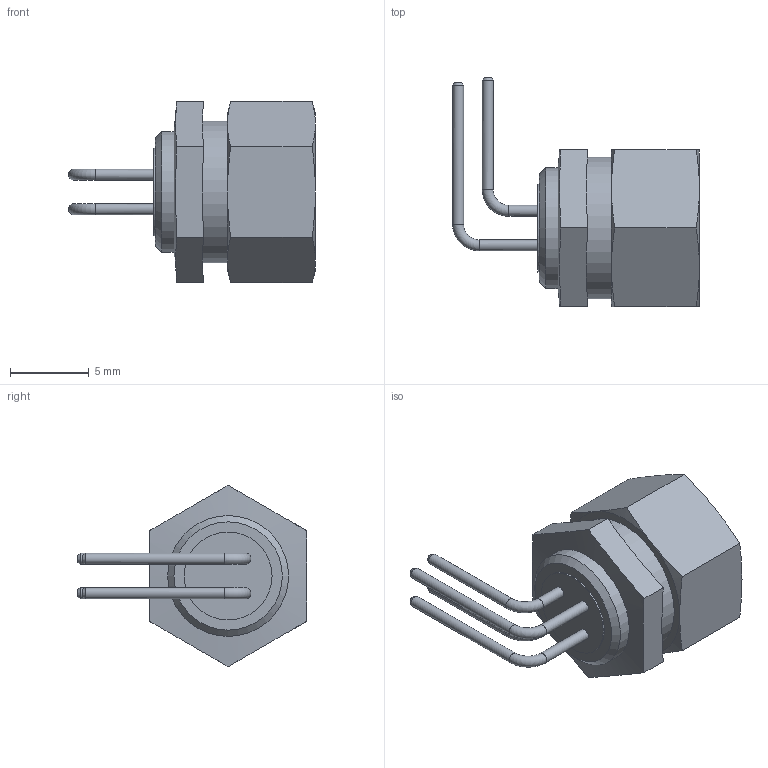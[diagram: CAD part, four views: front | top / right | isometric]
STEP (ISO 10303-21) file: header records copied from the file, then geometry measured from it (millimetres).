
FILE_DESCRIPTION(/* description */ (''),/* implementation_level */ '2;1');
FILE_NAME(/* name */ '09 0082 32 04 001_01.stp',/* time_stamp */ '2013-09-30T10:39:57+02:00',/* author */ (''),/* organization */ (''),/* preprocessor_version */ 'ST-DEVELOPER v14',/* originating_system */ 'SIEMENS PLM Software NX 8.0',/* authorisation */ '');
FILE_SCHEMA (('AUTOMOTIVE_DESIGN { 1 0 10303 214 3 1 1 1 }'));
Length unit declared in the file: millimetre
Products named in the file (1): cerl0864876Axiy7
Bounding box: 15.72 x 14.6 x 11.55 mm (x, y, z)
Volume: 612.1 mm3; surface area: 1037.2 mm2
Topology: 1 solids, 1 shells, 109 faces, 253 edges, 163 vertices
Faces by surface type: plane 58, cone 29, cylinder 18, torus 4
Full cylindrical faces by diameter (mm): 0.7 x8, 1.1 x4, 5.6 x1, 7.5 x1, 7.7 x1, 8.459 x1, 9 x1
Entity records: 2770 total; most frequent: CARTESIAN_POINT 563, DIRECTION 450, ORIENTED_EDGE 386, EDGE_CURVE 193, AXIS2_PLACEMENT_3D 185, EDGE_LOOP 163, VERTEX_POINT 140, ADVANCED_FACE 109
